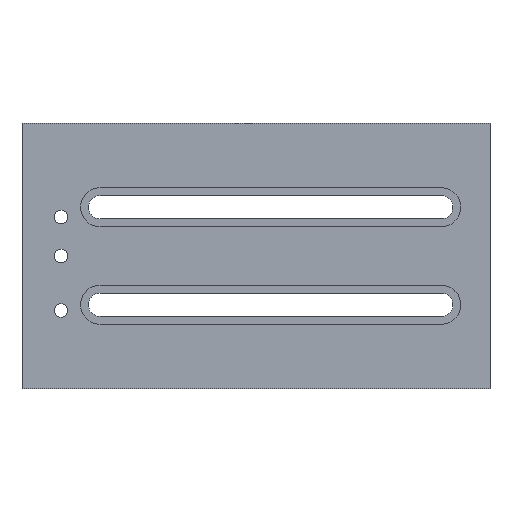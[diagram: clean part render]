
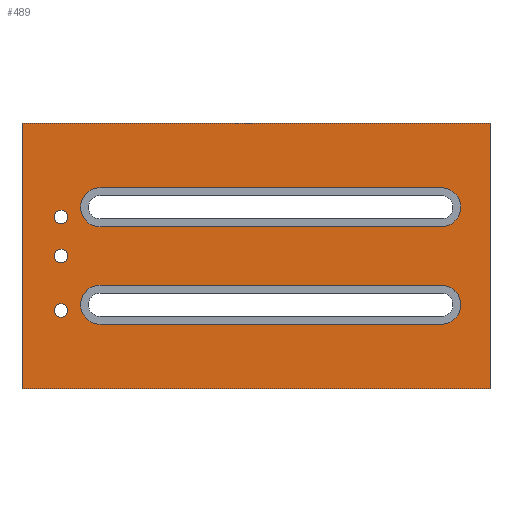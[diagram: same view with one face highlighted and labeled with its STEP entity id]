
A CAD part, top view. The second image highlights one B-rep face of the part: STEP entity #489.
In plain terms, the highlighted planar face has unit normal (0, 0, 1).
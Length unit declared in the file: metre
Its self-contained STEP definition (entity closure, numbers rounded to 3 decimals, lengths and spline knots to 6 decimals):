
#20=CIRCLE('',#538,0.00175);
#21=CIRCLE('',#539,0.00175);
#22=CIRCLE('',#540,0.00175);
#23=CIRCLE('',#541,0.005);
#24=CIRCLE('',#542,0.005);
#25=CIRCLE('',#543,0.005);
#26=CIRCLE('',#544,0.005);
#93=ORIENTED_EDGE('',*,*,#213,.T.);
#94=ORIENTED_EDGE('',*,*,#214,.T.);
#95=ORIENTED_EDGE('',*,*,#215,.T.);
#96=ORIENTED_EDGE('',*,*,#216,.T.);
#97=ORIENTED_EDGE('',*,*,#217,.T.);
#98=ORIENTED_EDGE('',*,*,#218,.T.);
#99=ORIENTED_EDGE('',*,*,#219,.F.);
#100=ORIENTED_EDGE('',*,*,#220,.T.);
#101=ORIENTED_EDGE('',*,*,#221,.T.);
#102=ORIENTED_EDGE('',*,*,#222,.T.);
#103=ORIENTED_EDGE('',*,*,#223,.F.);
#104=ORIENTED_EDGE('',*,*,#203,.F.);
#105=ORIENTED_EDGE('',*,*,#207,.T.);
#106=ORIENTED_EDGE('',*,*,#210,.T.);
#107=ORIENTED_EDGE('',*,*,#212,.F.);
#203=EDGE_CURVE('',#261,#262,#307,.T.);
#207=EDGE_CURVE('',#261,#264,#311,.T.);
#210=EDGE_CURVE('',#264,#266,#314,.T.);
#212=EDGE_CURVE('',#262,#266,#316,.T.);
#213=EDGE_CURVE('',#267,#267,#20,.T.);
#214=EDGE_CURVE('',#268,#268,#21,.T.);
#215=EDGE_CURVE('',#269,#269,#22,.T.);
#216=EDGE_CURVE('',#270,#271,#23,.T.);
#217=EDGE_CURVE('',#271,#272,#317,.T.);
#218=EDGE_CURVE('',#272,#273,#24,.T.);
#219=EDGE_CURVE('',#270,#273,#318,.T.);
#220=EDGE_CURVE('',#274,#275,#25,.T.);
#221=EDGE_CURVE('',#275,#276,#319,.T.);
#222=EDGE_CURVE('',#276,#277,#26,.T.);
#223=EDGE_CURVE('',#274,#277,#320,.T.);
#261=VERTEX_POINT('',#764);
#262=VERTEX_POINT('',#766);
#264=VERTEX_POINT('',#772);
#266=VERTEX_POINT('',#778);
#267=VERTEX_POINT('',#785);
#268=VERTEX_POINT('',#787);
#269=VERTEX_POINT('',#789);
#270=VERTEX_POINT('',#791);
#271=VERTEX_POINT('',#792);
#272=VERTEX_POINT('',#794);
#273=VERTEX_POINT('',#796);
#274=VERTEX_POINT('',#799);
#275=VERTEX_POINT('',#800);
#276=VERTEX_POINT('',#802);
#277=VERTEX_POINT('',#804);
#307=LINE('',#765,#351);
#311=LINE('',#773,#355);
#314=LINE('',#779,#358);
#316=LINE('',#782,#360);
#317=LINE('',#793,#361);
#318=LINE('',#797,#362);
#319=LINE('',#801,#363);
#320=LINE('',#805,#364);
#351=VECTOR('',#620,1.);
#355=VECTOR('',#626,1.);
#358=VECTOR('',#631,1.);
#360=VECTOR('',#635,1.);
#361=VECTOR('',#646,1.);
#362=VECTOR('',#649,1.);
#363=VECTOR('',#652,1.);
#364=VECTOR('',#655,1.);
#389=EDGE_LOOP('',(#93));
#390=EDGE_LOOP('',(#94));
#391=EDGE_LOOP('',(#95));
#392=EDGE_LOOP('',(#96,#97,#98,#99));
#393=EDGE_LOOP('',(#100,#101,#102,#103));
#394=EDGE_LOOP('',(#104,#105,#106,#107));
#431=FACE_BOUND('',#389,.T.);
#432=FACE_BOUND('',#390,.T.);
#433=FACE_BOUND('',#391,.T.);
#434=FACE_BOUND('',#392,.T.);
#435=FACE_BOUND('',#393,.T.);
#436=FACE_BOUND('',#394,.T.);
#469=PLANE('',#537);
#489=ADVANCED_FACE('',(#431,#432,#433,#434,#435,#436),#469,.T.);
#537=AXIS2_PLACEMENT_3D('',#783,#636,#637);
#538=AXIS2_PLACEMENT_3D('',#784,#638,#639);
#539=AXIS2_PLACEMENT_3D('',#786,#640,#641);
#540=AXIS2_PLACEMENT_3D('',#788,#642,#643);
#541=AXIS2_PLACEMENT_3D('',#790,#644,#645);
#542=AXIS2_PLACEMENT_3D('',#795,#647,#648);
#543=AXIS2_PLACEMENT_3D('',#798,#650,#651);
#544=AXIS2_PLACEMENT_3D('',#803,#653,#654);
#620=DIRECTION('',(1.,0.,0.));
#626=DIRECTION('',(0.,-1.,0.));
#631=DIRECTION('',(1.,0.,0.));
#635=DIRECTION('',(0.,-1.,0.));
#636=DIRECTION('',(0.,0.,1.));
#637=DIRECTION('',(1.,0.,0.));
#638=DIRECTION('',(0.,0.,-1.));
#639=DIRECTION('',(-1.,0.,0.));
#640=DIRECTION('',(0.,0.,-1.));
#641=DIRECTION('',(-1.,0.,0.));
#642=DIRECTION('',(0.,0.,-1.));
#643=DIRECTION('',(-1.,0.,0.));
#644=DIRECTION('',(0.,0.,-1.));
#645=DIRECTION('',(1.,0.,0.));
#646=DIRECTION('',(1.,0.,0.));
#647=DIRECTION('',(0.,0.,-1.));
#648=DIRECTION('',(1.,0.,0.));
#649=DIRECTION('',(1.,0.,0.));
#650=DIRECTION('',(0.,0.,-1.));
#651=DIRECTION('',(1.,0.,0.));
#652=DIRECTION('',(1.,0.,0.));
#653=DIRECTION('',(0.,0.,-1.));
#654=DIRECTION('',(1.,0.,0.));
#655=DIRECTION('',(1.,0.,0.));
#764=CARTESIAN_POINT('',(-0.06,0.034,0.012));
#765=CARTESIAN_POINT('',(0.,0.034,0.012));
#766=CARTESIAN_POINT('',(0.06,0.034,0.012));
#772=CARTESIAN_POINT('',(-0.06,-0.034,0.012));
#773=CARTESIAN_POINT('',(-0.06,0.,0.012));
#778=CARTESIAN_POINT('',(0.06,-0.034,0.012));
#779=CARTESIAN_POINT('',(0.,-0.034,0.012));
#782=CARTESIAN_POINT('',(0.06,0.,0.012));
#783=CARTESIAN_POINT('',(0.,0.,0.012));
#784=CARTESIAN_POINT('',(-0.05,0.01,0.012));
#785=CARTESIAN_POINT('',(-0.05175,0.01,0.012));
#786=CARTESIAN_POINT('',(-0.05,0.,0.012));
#787=CARTESIAN_POINT('',(-0.05175,0.,0.012));
#788=CARTESIAN_POINT('',(-0.05,-0.014,0.012));
#789=CARTESIAN_POINT('',(-0.05175,-0.014,0.012));
#790=CARTESIAN_POINT('',(-0.04,0.0125,0.012));
#791=CARTESIAN_POINT('',(-0.04,0.0075,0.012));
#792=CARTESIAN_POINT('',(-0.04,0.0175,0.012));
#793=CARTESIAN_POINT('',(0.00375,0.0175,0.012));
#794=CARTESIAN_POINT('',(0.0475,0.0175,0.012));
#795=CARTESIAN_POINT('',(0.0475,0.0125,0.012));
#796=CARTESIAN_POINT('',(0.0475,0.0075,0.012));
#797=CARTESIAN_POINT('',(0.00375,0.0075,0.012));
#798=CARTESIAN_POINT('',(-0.04,-0.0125,0.012));
#799=CARTESIAN_POINT('',(-0.04,-0.0175,0.012));
#800=CARTESIAN_POINT('',(-0.04,-0.0075,0.012));
#801=CARTESIAN_POINT('',(0.00375,-0.0075,0.012));
#802=CARTESIAN_POINT('',(0.0475,-0.0075,0.012));
#803=CARTESIAN_POINT('',(0.0475,-0.0125,0.012));
#804=CARTESIAN_POINT('',(0.0475,-0.0175,0.012));
#805=CARTESIAN_POINT('',(0.00375,-0.0175,0.012));
